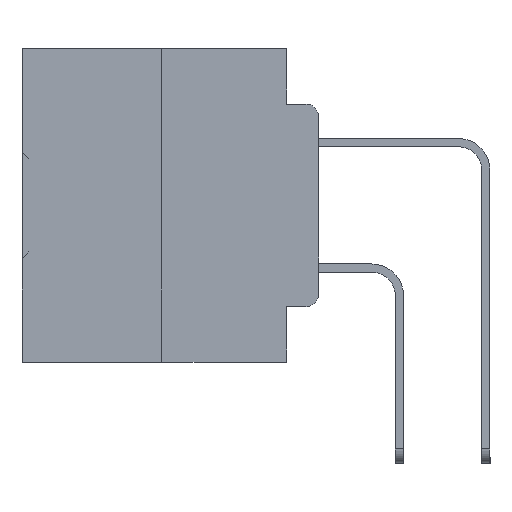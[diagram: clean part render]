
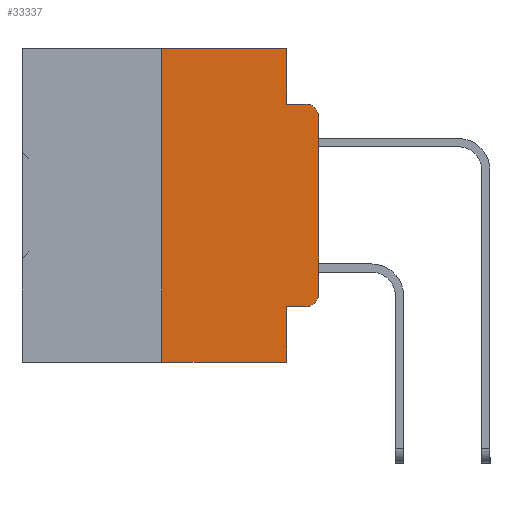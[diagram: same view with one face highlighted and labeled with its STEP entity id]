
A CAD part, left-side view. The second image highlights one B-rep face of the part: STEP entity #33337.
In plain terms, the highlighted planar face has unit normal (-1, 0, 0).
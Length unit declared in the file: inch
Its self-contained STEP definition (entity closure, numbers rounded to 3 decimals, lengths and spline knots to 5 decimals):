
#99 = AXIS2_PLACEMENT_3D ( 'NONE', #9732, #15765, #36217 ) ;
#521 = VERTEX_POINT ( 'NONE', #23019 ) ;
#574 = EDGE_CURVE ( 'NONE', #11691, #8151, #2722, .T. ) ;
#1327 = ORIENTED_EDGE ( 'NONE', *, *, #22628, .F. ) ;
#1499 = DIRECTION ( 'NONE',  ( 0., 0., -1. ) ) ;
#2700 = VERTEX_POINT ( 'NONE', #29181 ) ;
#2722 = LINE ( 'NONE', #11578, #33289 ) ;
#3141 = AXIS2_PLACEMENT_3D ( 'NONE', #22891, #5040, #25844 ) ;
#3475 = CARTESIAN_POINT ( 'NONE',  ( 0., 0.051, -0.0885 ) ) ;
#3509 = EDGE_CURVE ( 'NONE', #15509, #2700, #29933, .T. ) ;
#3526 = EDGE_CURVE ( 'NONE', #7068, #38390, #37708, .T. ) ;
#4935 = VERTEX_POINT ( 'NONE', #3475 ) ;
#5040 = DIRECTION ( 'NONE',  ( -1., 0., 0. ) ) ;
#5899 = ORIENTED_EDGE ( 'NONE', *, *, #20694, .F. ) ;
#6228 = DIRECTION ( 'NONE',  ( 0., -1., 0. ) ) ;
#7068 = VERTEX_POINT ( 'NONE', #31422 ) ;
#7124 = DIRECTION ( 'NONE',  ( 0., 0., 1. ) ) ;
#7553 = CARTESIAN_POINT ( 'NONE',  ( 0., 0.051, 0. ) ) ;
#8151 = VERTEX_POINT ( 'NONE', #8466 ) ;
#8466 = CARTESIAN_POINT ( 'NONE',  ( 0., 0., -0.1085 ) ) ;
#8650 = VECTOR ( 'NONE', #13212, 39.37008 ) ;
#9365 = LINE ( 'NONE', #19464, #25117 ) ;
#9732 = CARTESIAN_POINT ( 'NONE',  ( 0., 0.473, 0. ) ) ;
#10712 = EDGE_CURVE ( 'NONE', #8151, #22171, #38219, .T. ) ;
#11578 = CARTESIAN_POINT ( 'NONE',  ( 0., 0., 0. ) ) ;
#11691 = VERTEX_POINT ( 'NONE', #34779 ) ;
#12168 = VECTOR ( 'NONE', #16619, 39.37008 ) ;
#12754 = EDGE_CURVE ( 'NONE', #4935, #22171, #18471, .T. ) ;
#13212 = DIRECTION ( 'NONE',  ( 0., -1., 0. ) ) ;
#13602 = ORIENTED_EDGE ( 'NONE', *, *, #3526, .T. ) ;
#14861 = VERTEX_POINT ( 'NONE', #19938 ) ;
#15509 = VERTEX_POINT ( 'NONE', #37640 ) ;
#15765 = DIRECTION ( 'NONE',  ( 1., 0., 0. ) ) ;
#15952 = DIRECTION ( 'NONE',  ( -1., 0., 0. ) ) ;
#16619 = DIRECTION ( 'NONE',  ( 0., 0., -1. ) ) ;
#17327 = ORIENTED_EDGE ( 'NONE', *, *, #34346, .T. ) ;
#17393 = FACE_OUTER_BOUND ( 'NONE', #29844, .T. ) ;
#18277 = CARTESIAN_POINT ( 'NONE',  ( 0., 0.473, -0.5 ) ) ;
#18471 = LINE ( 'NONE', #25043, #8650 ) ;
#19464 = CARTESIAN_POINT ( 'NONE',  ( 0., 0.051, 0. ) ) ;
#19938 = CARTESIAN_POINT ( 'NONE',  ( 0., 0.051, -0.4115 ) ) ;
#20694 = EDGE_CURVE ( 'NONE', #2700, #4935, #35566, .T. ) ;
#21007 = ORIENTED_EDGE ( 'NONE', *, *, #24582, .F. ) ;
#22039 = CARTESIAN_POINT ( 'NONE',  ( 0., 0.051, -0.5 ) ) ;
#22171 = VERTEX_POINT ( 'NONE', #27010 ) ;
#22187 = VECTOR ( 'NONE', #29890, 39.37008 ) ;
#22628 = EDGE_CURVE ( 'NONE', #14861, #38390, #9365, .T. ) ;
#22891 = CARTESIAN_POINT ( 'NONE',  ( 0., 0.02, -0.3915 ) ) ;
#23019 = CARTESIAN_POINT ( 'NONE',  ( 0., 0.02, -0.4115 ) ) ;
#24039 = CARTESIAN_POINT ( 'NONE',  ( 0., 0.473, 0. ) ) ;
#24484 = PLANE ( 'NONE',  #99 ) ;
#24504 = ORIENTED_EDGE ( 'NONE', *, *, #3509, .F. ) ;
#24582 = EDGE_CURVE ( 'NONE', #7068, #15509, #33146, .T. ) ;
#24732 = CIRCLE ( 'NONE', #3141, 0.02 ) ;
#25043 = CARTESIAN_POINT ( 'NONE',  ( 0., 0.051, -0.0885 ) ) ;
#25117 = VECTOR ( 'NONE', #1499, 39.37008 ) ;
#25415 = VECTOR ( 'NONE', #36952, 39.37008 ) ;
#25844 = DIRECTION ( 'NONE',  ( 0., 0., -1. ) ) ;
#27010 = CARTESIAN_POINT ( 'NONE',  ( 0., 0.02, -0.0885 ) ) ;
#28105 = ORIENTED_EDGE ( 'NONE', *, *, #574, .T. ) ;
#28270 = VECTOR ( 'NONE', #29800, 39.37008 ) ;
#28572 = ORIENTED_EDGE ( 'NONE', *, *, #12754, .F. ) ;
#29181 = CARTESIAN_POINT ( 'NONE',  ( 0., 0.051, 0. ) ) ;
#29800 = DIRECTION ( 'NONE',  ( 0., -1., 0. ) ) ;
#29844 = EDGE_LOOP ( 'NONE', ( #28105, #35883, #28572, #5899, #24504, #21007, #13602, #1327, #17327, #32823 ) ) ;
#29890 = DIRECTION ( 'NONE',  ( 0., -1., 0. ) ) ;
#29933 = LINE ( 'NONE', #24039, #22187 ) ;
#30113 = LINE ( 'NONE', #32726, #28270 ) ;
#31422 = CARTESIAN_POINT ( 'NONE',  ( 0., 0.25, -0.5 ) ) ;
#32384 = EDGE_CURVE ( 'NONE', #521, #11691, #24732, .T. ) ;
#32726 = CARTESIAN_POINT ( 'NONE',  ( 0., 0.051, -0.4115 ) ) ;
#32823 = ORIENTED_EDGE ( 'NONE', *, *, #32384, .T. ) ;
#33146 = LINE ( 'NONE', #36836, #25415 ) ;
#33289 = VECTOR ( 'NONE', #7124, 39.37008 ) ;
#33337 = ADVANCED_FACE ( 'NONE', ( #17393 ), #24484, .F. ) ;
#33450 = CARTESIAN_POINT ( 'NONE',  ( 0., 0.02, -0.1085 ) ) ;
#34346 = EDGE_CURVE ( 'NONE', #14861, #521, #30113, .T. ) ;
#34779 = CARTESIAN_POINT ( 'NONE',  ( 0., 0., -0.3915 ) ) ;
#35566 = LINE ( 'NONE', #7553, #12168 ) ;
#35883 = ORIENTED_EDGE ( 'NONE', *, *, #10712, .T. ) ;
#36217 = DIRECTION ( 'NONE',  ( 0., 0., -1. ) ) ;
#36405 = DIRECTION ( 'NONE',  ( 0., 0., -1. ) ) ;
#36602 = AXIS2_PLACEMENT_3D ( 'NONE', #33450, #15952, #36405 ) ;
#36808 = VECTOR ( 'NONE', #6228, 39.37008 ) ;
#36836 = CARTESIAN_POINT ( 'NONE',  ( 0., 0.25, 0. ) ) ;
#36952 = DIRECTION ( 'NONE',  ( 0., 0., 1. ) ) ;
#37640 = CARTESIAN_POINT ( 'NONE',  ( 0., 0.25, 0. ) ) ;
#37708 = LINE ( 'NONE', #18277, #36808 ) ;
#38219 = CIRCLE ( 'NONE', #36602, 0.02 ) ;
#38390 = VERTEX_POINT ( 'NONE', #22039 ) ;
